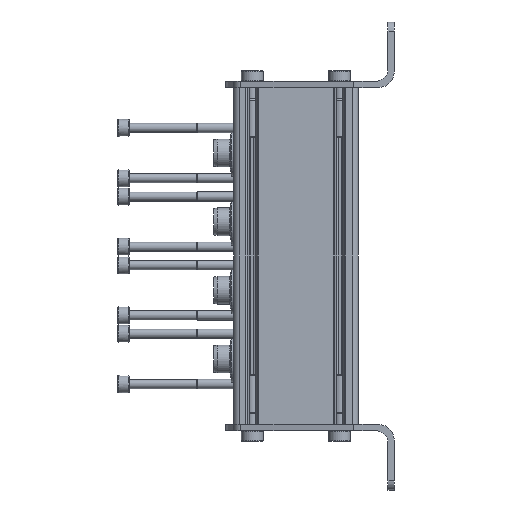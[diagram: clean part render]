
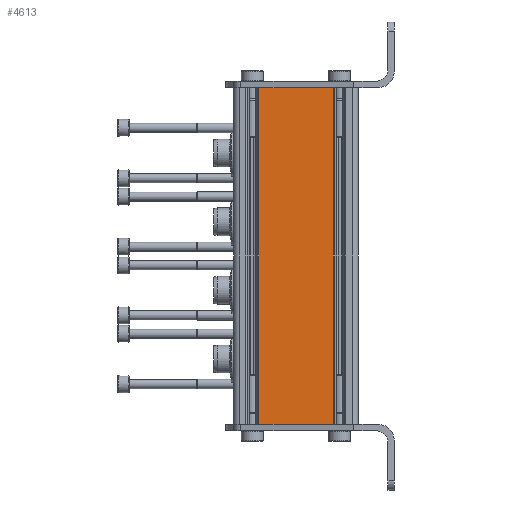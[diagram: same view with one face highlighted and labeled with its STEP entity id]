
A CAD part, left-side view. The second image highlights one B-rep face of the part: STEP entity #4613.
In plain terms, the highlighted planar face has unit normal (-1, 0, 0).
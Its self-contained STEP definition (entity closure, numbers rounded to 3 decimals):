
#310=LINE('',#7506,#636);
#311=LINE('',#7508,#637);
#312=LINE('',#7510,#638);
#313=LINE('',#7512,#639);
#636=VECTOR('',#5928,1000.);
#637=VECTOR('',#5931,1000.);
#638=VECTOR('',#5932,1000.);
#639=VECTOR('',#5933,1000.);
#866=PLANE('',#5057);
#1528=ORIENTED_EDGE('',*,*,#2719,.F.);
#1529=ORIENTED_EDGE('',*,*,#2718,.F.);
#1530=ORIENTED_EDGE('',*,*,#2720,.T.);
#1531=ORIENTED_EDGE('',*,*,#2721,.T.);
#2718=EDGE_CURVE('',#3281,#3280,#310,.T.);
#2719=EDGE_CURVE('',#3280,#3282,#311,.T.);
#2720=EDGE_CURVE('',#3281,#3283,#312,.T.);
#2721=EDGE_CURVE('',#3283,#3282,#313,.T.);
#3280=VERTEX_POINT('',#7503);
#3281=VERTEX_POINT('',#7505);
#3282=VERTEX_POINT('',#7509);
#3283=VERTEX_POINT('',#7511);
#3694=EDGE_LOOP('',(#1528,#1529,#1530,#1531));
#4102=FACE_BOUND('',#3694,.T.);
#4613=ADVANCED_FACE('',(#4102),#866,.T.);
#5057=AXIS2_PLACEMENT_3D('',#7507,#5929,#5930);
#5928=DIRECTION('',(0.,0.,1.));
#5929=DIRECTION('',(-1.,0.,0.));
#5930=DIRECTION('',(0.,0.,1.));
#5931=DIRECTION('',(0.,-1.,0.));
#5932=DIRECTION('',(0.,-1.,0.));
#5933=DIRECTION('',(0.,0.,1.));
#7503=CARTESIAN_POINT('',(-11.5,11.979,0.));
#7505=CARTESIAN_POINT('',(-11.5,11.979,-108.));
#7506=CARTESIAN_POINT('',(-11.5,11.979,-108.));
#7507=CARTESIAN_POINT('',(-11.5,11.979,-108.));
#7508=CARTESIAN_POINT('',(-11.5,11.979,0.));
#7509=CARTESIAN_POINT('',(-11.5,-11.979,0.));
#7510=CARTESIAN_POINT('',(-11.5,11.979,-108.));
#7511=CARTESIAN_POINT('',(-11.5,-11.979,-108.));
#7512=CARTESIAN_POINT('',(-11.5,-11.979,-108.));
